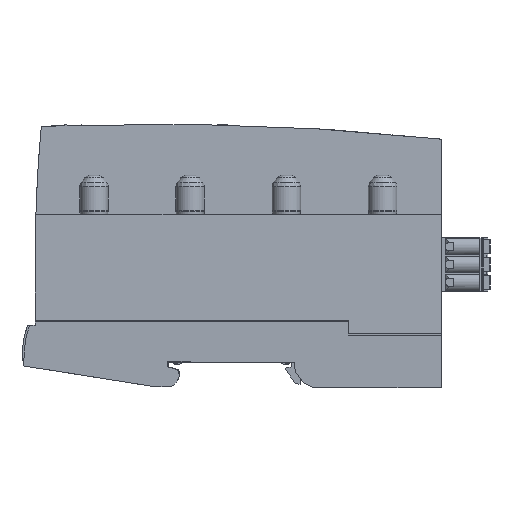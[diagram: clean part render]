
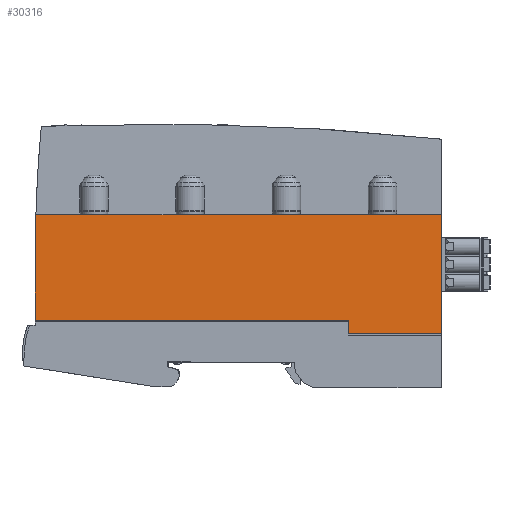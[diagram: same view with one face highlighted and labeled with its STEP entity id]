
A CAD part, left-side view. The second image highlights one B-rep face of the part: STEP entity #30316.
In plain terms, the highlighted planar face has unit normal (-1, 0, 0.026).
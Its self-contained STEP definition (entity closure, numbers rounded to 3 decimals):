
#28560=ELLIPSE('',#93445,391.634,391.5);
#30316=ADVANCED_FACE('',(#36023),#33547,.T.);
#33547=PLANE('',#93998);
#36023=FACE_OUTER_BOUND('',#39561,.T.);
#39561=EDGE_LOOP('',(#49242,#49243,#49244,#49245,#49246,#49247,#49248));
#49242=ORIENTED_EDGE('',*,*,#72858,.F.);
#49243=ORIENTED_EDGE('',*,*,#71850,.F.);
#49244=ORIENTED_EDGE('',*,*,#71086,.F.);
#49245=ORIENTED_EDGE('',*,*,#72859,.T.);
#49246=ORIENTED_EDGE('',*,*,#72860,.T.);
#49247=ORIENTED_EDGE('',*,*,#72861,.T.);
#49248=ORIENTED_EDGE('',*,*,#72862,.F.);
#63908=VERTEX_POINT('',#120381);
#63909=VERTEX_POINT('',#120383);
#64546=VERTEX_POINT('',#123929);
#65137=VERTEX_POINT('',#129784);
#65138=VERTEX_POINT('',#129786);
#65139=VERTEX_POINT('',#129788);
#65140=VERTEX_POINT('',#129790);
#71086=EDGE_CURVE('',#63908,#63909,#80257,.T.);
#71850=EDGE_CURVE('',#63909,#64546,#28560,.T.);
#72858=EDGE_CURVE('',#64546,#65137,#81071,.T.);
#72859=EDGE_CURVE('',#63908,#65138,#81072,.T.);
#72860=EDGE_CURVE('',#65138,#65139,#81073,.T.);
#72861=EDGE_CURVE('',#65139,#65140,#81074,.T.);
#72862=EDGE_CURVE('',#65137,#65140,#81075,.T.);
#80257=LINE('',#120382,#86896);
#81071=LINE('',#129783,#87710);
#81072=LINE('',#129785,#87711);
#81073=LINE('',#129787,#87712);
#81074=LINE('',#129789,#87713);
#81075=LINE('',#129791,#87714);
#86896=VECTOR('',#101124,1.);
#87710=VECTOR('',#103642,1.);
#87711=VECTOR('',#103643,1.);
#87712=VECTOR('',#103644,1.);
#87713=VECTOR('',#103645,1.);
#87714=VECTOR('',#103646,1.);
#93445=AXIS2_PLACEMENT_3D('',#124590,#102075,#102076);
#93998=AXIS2_PLACEMENT_3D('',#129792,#103647,#103648);
#101124=DIRECTION('',(0.026,0.,1.));
#102075=DIRECTION('',(1.,0.,-0.026));
#102076=DIRECTION('',(0.026,0.,1.));
#103642=DIRECTION('',(0.,-1.,0.));
#103643=DIRECTION('',(0.,-1.,0.));
#103644=DIRECTION('',(-0.026,-0.035,-0.999));
#103645=DIRECTION('',(0.,-1.,0.));
#103646=DIRECTION('',(-0.026,0.,-1.));
#103647=DIRECTION('',(-1.,0.,0.026));
#103648=DIRECTION('',(0.,-1.,0.));
#120381=CARTESIAN_POINT('',(-24.903,56.95,19.));
#120382=CARTESIAN_POINT('',(-24.953,56.95,17.086));
#120383=CARTESIAN_POINT('',(-24.432,56.95,37.));
#123929=CARTESIAN_POINT('',(-24.131,56.781,48.5));
#124590=CARTESIAN_POINT('',(-24.432,-334.55,37.));
#129783=CARTESIAN_POINT('',(-24.131,67.804,48.5));
#129784=CARTESIAN_POINT('',(-24.131,-56.95,48.5));
#129785=CARTESIAN_POINT('',(-24.903,-67.74,19.));
#129786=CARTESIAN_POINT('',(-24.903,-30.95,19.));
#129787=CARTESIAN_POINT('',(-24.087,-29.861,50.177));
#129788=CARTESIAN_POINT('',(-25.,-31.079,15.3));
#129789=CARTESIAN_POINT('',(-25.,-67.74,15.3));
#129790=CARTESIAN_POINT('',(-25.,-56.95,15.3));
#129791=CARTESIAN_POINT('',(-25.145,-56.95,9.769));
#129792=CARTESIAN_POINT('',(-24.052,-67.74,51.499));
